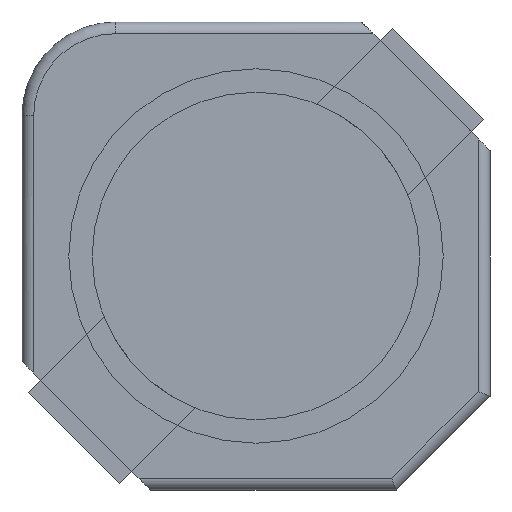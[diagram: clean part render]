
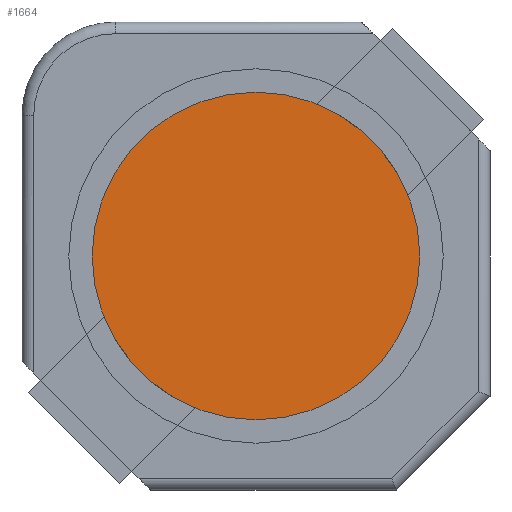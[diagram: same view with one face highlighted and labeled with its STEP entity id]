
A CAD part, front view. The second image highlights one B-rep face of the part: STEP entity #1664.
In plain terms, the highlighted planar face has unit normal (0, -1, 0).
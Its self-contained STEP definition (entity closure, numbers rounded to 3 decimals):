
#6 = VERTEX_POINT ( 'NONE', #26 ) ;
#26 = CARTESIAN_POINT ( 'NONE',  ( 0., 0., -1.4 ) ) ;
#58 = CARTESIAN_POINT ( 'NONE',  ( 0., 0., 1.4 ) ) ;
#69 = ORIENTED_EDGE ( 'NONE', *, *, #1006, .T. ) ;
#118 = PLANE ( 'NONE',  #1713 ) ;
#176 = DIRECTION ( 'NONE',  ( 0., -1., 0. ) ) ;
#311 = CARTESIAN_POINT ( 'NONE',  ( 0., 0., 0. ) ) ;
#352 = CIRCLE ( 'NONE', #399, 1.4 ) ;
#399 = AXIS2_PLACEMENT_3D ( 'NONE', #488, #1438, #1279 ) ;
#402 = VERTEX_POINT ( 'NONE', #58 ) ;
#427 = DIRECTION ( 'NONE',  ( 0., -1., 0. ) ) ;
#488 = CARTESIAN_POINT ( 'NONE',  ( 0., 0., 0. ) ) ;
#524 = FACE_OUTER_BOUND ( 'NONE', #1676, .T. ) ;
#575 = CARTESIAN_POINT ( 'NONE',  ( -1.2, 0., 1.2 ) ) ;
#691 = DIRECTION ( 'NONE',  ( 0., 0., -1. ) ) ;
#876 = ORIENTED_EDGE ( 'NONE', *, *, #1259, .T. ) ;
#979 = DIRECTION ( 'NONE',  ( 0., 0., -1. ) ) ;
#992 = CIRCLE ( 'NONE', #1211, 1.4 ) ;
#1006 = EDGE_CURVE ( 'NONE', #6, #402, #352, .T. ) ;
#1211 = AXIS2_PLACEMENT_3D ( 'NONE', #311, #176, #979 ) ;
#1259 = EDGE_CURVE ( 'NONE', #402, #6, #992, .T. ) ;
#1279 = DIRECTION ( 'NONE',  ( 0., 0., -1. ) ) ;
#1438 = DIRECTION ( 'NONE',  ( 0., -1., 0. ) ) ;
#1664 = ADVANCED_FACE ( 'NONE', ( #524 ), #118, .T. ) ;
#1676 = EDGE_LOOP ( 'NONE', ( #69, #876 ) ) ;
#1713 = AXIS2_PLACEMENT_3D ( 'NONE', #575, #427, #691 ) ;
